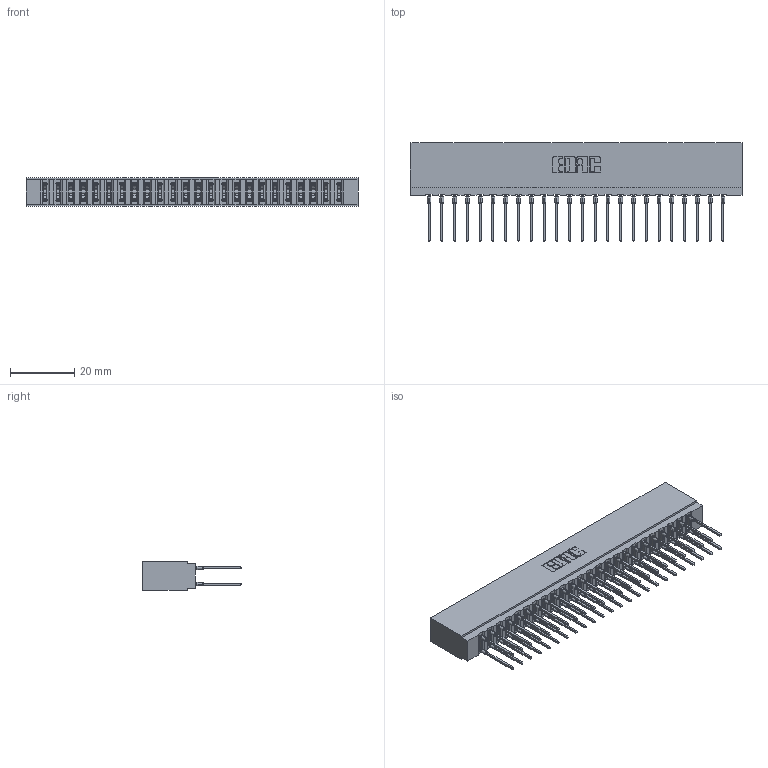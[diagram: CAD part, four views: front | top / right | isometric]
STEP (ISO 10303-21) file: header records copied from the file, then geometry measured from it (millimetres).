
FILE_DESCRIPTION (( 'STEP AP203' ), '1' );
FILE_NAME ('737-048-540-201.STEP', '2026-03-05T23:28:42', ( '' ), ( '' ), 'SwSTEP 2.0', 'SolidWorks 2023', '' );
FILE_SCHEMA (( 'CONFIG_CONTROL_DESIGN' ));
Length unit declared in the file: millimetre
Products named in the file (3): 737-048-540-201; 737 Part_Insulator Option - 01; 745-292-001_540
Assembly tree (49 placements, depth 2):
  737-048-540-201
    737 Part_Insulator Option - 01
    745-292-001_540  x48
Bounding box: 102.97 x 30.62 x 8.89 mm (x, y, z)
Volume: 10372.5 mm3; surface area: 15666.6 mm2
Topology: 49 solids, 49 shells, 4414 faces, 11871 edges, 7466 vertices
Faces by surface type: plane 2286, bspline 960, cylinder 880, torus 288
Entity records: 43621 total; most frequent: CARTESIAN_POINT 8081, ORIENTED_EDGE 7480, DIRECTION 6544, EDGE_CURVE 3740, LINE 3414, VECTOR 3414, VERTEX_POINT 2390, AXIS2_PLACEMENT_3D 1565
